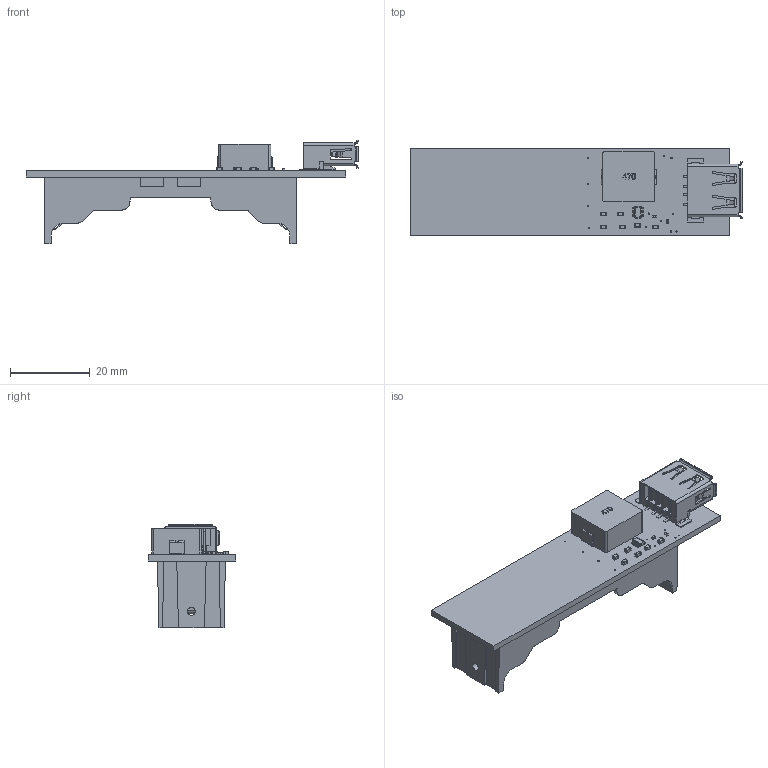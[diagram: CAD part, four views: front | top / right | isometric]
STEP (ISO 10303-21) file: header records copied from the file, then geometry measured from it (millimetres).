
FILE_DESCRIPTION(('Designed by EasyEDA Pro'),'2;1');
FILE_NAME('Open CASCADE Shape Model','2022-07-22T19:23:03',('Author'),( 'Open CASCADE'),'Open CASCADE STEP processor 7.6','Open CASCADE 7.6' ,'Unknown');
FILE_SCHEMA(('AUTOMOTIVE_DESIGN { 1 0 10303 214 1 1 1 1 }'));
Length unit declared in the file: millimetre
Products named in the file (26): PCBModel; COMPOUND; R6; Open CASCADE STEP translator 7.6 1.2.1; =>[0:1:1:5]; R1; R2; R3; R4; R5; U1; Open CASCADE STEP translator 7.6 1.8.1; =>[0:1:1:14]; C2; Open CASCADE STEP translator 7.6 1.9.1; =>[0:1:1:18]; C1; L1; Open CASCADE STEP translator 7.6 1.11.1; =>[0:1:1:23]; U2; Open CASCADE STEP translator 7.6 1.12.1; SOLID; USB1; Open CASCADE STEP translator 7.6 1.13.1; =>[0:1:1:30]
Assembly tree (31 placements, depth 4):
  PCBModel
    COMPOUND
    R6
      Open CASCADE STEP translator 7.6 1.2.1
        =>[0:1:1:5]
    R1
      Open CASCADE STEP translator 7.6 1.2.1
        =>[0:1:1:5]
    R2
      Open CASCADE STEP translator 7.6 1.2.1
        =>[0:1:1:5]
    R3
      Open CASCADE STEP translator 7.6 1.2.1
        =>[0:1:1:5]
    R4
      Open CASCADE STEP translator 7.6 1.2.1
        =>[0:1:1:5]
    R5
      Open CASCADE STEP translator 7.6 1.2.1
        =>[0:1:1:5]
    U1
      Open CASCADE STEP translator 7.6 1.8.1
        =>[0:1:1:14]
    C2
      Open CASCADE STEP translator 7.6 1.9.1
        =>[0:1:1:18]
    C1
      Open CASCADE STEP translator 7.6 1.9.1
        =>[0:1:1:18]
    L1
      Open CASCADE STEP translator 7.6 1.11.1
        =>[0:1:1:23]
    U2
      Open CASCADE STEP translator 7.6 1.12.1
        SOLID
    USB1
      Open CASCADE STEP translator 7.6 1.13.1
        =>[0:1:1:30]
Bounding box: 83.01 x 21.98 x 25.8 mm (x, y, z)
Volume: 8762 mm3; surface area: 11501 mm2
Topology: 14 solids, 14 shells, 2910 faces, 7829 edges, 5016 vertices
Faces by surface type: plane 1711, cylinder 643, bspline 468, sphere 68, revolution 12, cone 8
Full cylindrical faces by diameter (mm): 0.305 x13, 0.65 x2
Entity records: 65643 total; most frequent: CARTESIAN_POINT 19718, ORIENTED_EDGE 10116, DIRECTION 8206, EDGE_CURVE 5058, LINE 3486, VECTOR 3486, VERTEX_POINT 3270, AXIS2_PLACEMENT_3D 2354
